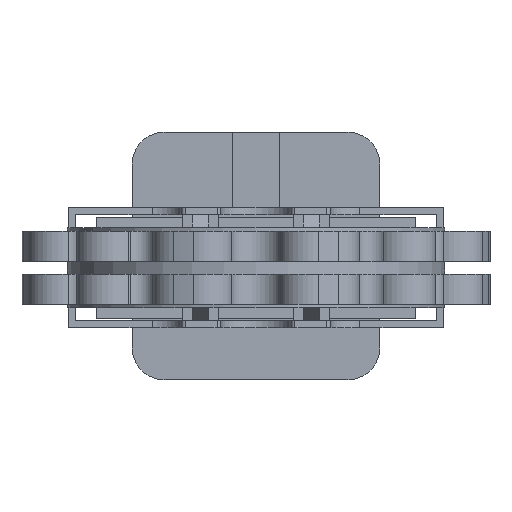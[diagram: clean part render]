
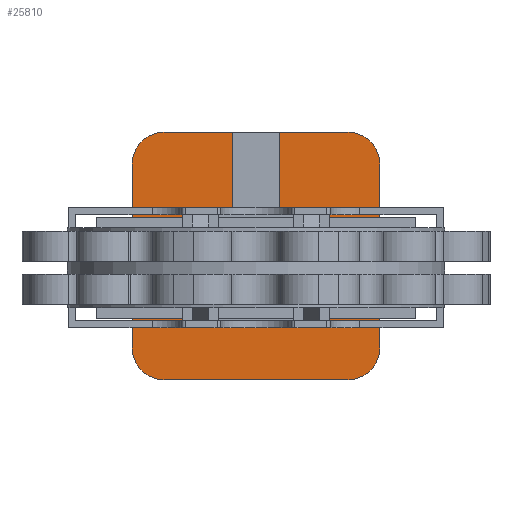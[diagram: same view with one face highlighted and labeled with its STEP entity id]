
A CAD part, front view. The second image highlights one B-rep face of the part: STEP entity #25810.
In plain terms, the highlighted planar face has unit normal (0, -1, 0).
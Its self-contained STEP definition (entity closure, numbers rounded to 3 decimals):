
#1968 = LINE ( 'NONE', #2527, #2287 ) ;
#2287 = VECTOR ( 'NONE', #2512, 1000. ) ;
#2512 = DIRECTION ( 'NONE',  ( 0., 0., -1. ) ) ;
#2527 = CARTESIAN_POINT ( 'NONE',  ( 20., 671., 163.314 ) ) ;
#2666 = DIRECTION ( 'NONE',  ( 0., 0., 1. ) ) ;
#2667 = CARTESIAN_POINT ( 'NONE',  ( -20., 671., 163.314 ) ) ;
#2780 = DIRECTION ( 'NONE',  ( 0., 0., -1. ) ) ;
#2781 = DIRECTION ( 'NONE',  ( 0., 1., 0. ) ) ;
#2782 = CARTESIAN_POINT ( 'NONE',  ( -78., 671., 82.5 ) ) ;
#2847 = DIRECTION ( 'NONE',  ( -1., 0., 0. ) ) ;
#2848 = CARTESIAN_POINT ( 'NONE',  ( -78., 671., 109.5 ) ) ;
#2895 = DIRECTION ( 'NONE',  ( 0., 0., -1. ) ) ;
#2896 = CARTESIAN_POINT ( 'NONE',  ( -105., 671., -73.5 ) ) ;
#4230 = LINE ( 'NONE', #19172, #4234 ) ;
#4234 = VECTOR ( 'NONE', #19047, 1000. ) ;
#4269 = CIRCLE ( 'NONE', #40369, 27. ) ;
#4542 = LINE ( 'NONE', #2667, #4798 ) ;
#4560 = VECTOR ( 'NONE', #19112, 1000. ) ;
#4596 = LINE ( 'NONE', #19148, #4560 ) ;
#4607 = LINE ( 'NONE', #2896, #4870 ) ;
#4765 = VECTOR ( 'NONE', #19065, 1000. ) ;
#4775 = LINE ( 'NONE', #19066, #4765 ) ;
#4798 = VECTOR ( 'NONE', #2666, 1000. ) ;
#4821 = CIRCLE ( 'NONE', #40317, 27. ) ;
#4870 = VECTOR ( 'NONE', #2895, 1000. ) ;
#5329 = LINE ( 'NONE', #2848, #5362 ) ;
#5362 = VECTOR ( 'NONE', #2847, 1000. ) ;
#5561 = EDGE_LOOP ( 'NONE', ( #34673, #34023, #34033, #33976, #34809, #34016, #34605, #34147, #34004, #34890, #34259, #34101, #34063, #34941, #34286, #34547 ) ) ;
#6118 = CARTESIAN_POINT ( 'NONE',  ( 20., 671., 109.5 ) ) ;
#6132 = CARTESIAN_POINT ( 'NONE',  ( -20., 671., 39.5 ) ) ;
#6138 = CARTESIAN_POINT ( 'NONE',  ( 78., 671., 109.5 ) ) ;
#6171 = CARTESIAN_POINT ( 'NONE',  ( -55., 671., 39.5 ) ) ;
#6178 = CARTESIAN_POINT ( 'NONE',  ( 78., 671., -100.5 ) ) ;
#6204 = CARTESIAN_POINT ( 'NONE',  ( 55., 671., -50.5 ) ) ;
#6211 = CARTESIAN_POINT ( 'NONE',  ( -78., 671., 109.5 ) ) ;
#6236 = CARTESIAN_POINT ( 'NONE',  ( 55., 671., 39.5 ) ) ;
#6272 = CARTESIAN_POINT ( 'NONE',  ( -20., 671., 109.5 ) ) ;
#6282 = CARTESIAN_POINT ( 'NONE',  ( -55., 671., -50.5 ) ) ;
#6295 = CARTESIAN_POINT ( 'NONE',  ( 20., 671., 39.5 ) ) ;
#6342 = CARTESIAN_POINT ( 'NONE',  ( -78., 671., -100.5 ) ) ;
#6923 = CARTESIAN_POINT ( 'NONE',  ( 105., 671., -73.5 ) ) ;
#7130 = CARTESIAN_POINT ( 'NONE',  ( 105., 671., 82.5 ) ) ;
#7626 = EDGE_CURVE ( 'NONE', #20018, #20099, #18527, .T. ) ;
#7897 = EDGE_CURVE ( 'NONE', #20188, #20274, #17049, .T. ) ;
#8197 = EDGE_CURVE ( 'NONE', #20281, #20301, #16539, .T. ) ;
#8297 = EDGE_CURVE ( 'NONE', #20178, #20381, #16108, .T. ) ;
#8595 = EDGE_CURVE ( 'NONE', #20281, #20589, #16264, .T. ) ;
#8655 = EDGE_CURVE ( 'NONE', #20274, #20018, #16927, .T. ) ;
#8673 = EDGE_CURVE ( 'NONE', #20059, #20007, #17075, .T. ) ;
#10078 = AXIS2_PLACEMENT_3D ( 'NONE', #20975, #20965, #20964 ) ;
#10246 = AXIS2_PLACEMENT_3D ( 'NONE', #10645, #10644, #10643 ) ;
#10486 = DIRECTION ( 'NONE',  ( -1., 0., 0. ) ) ;
#10487 = CARTESIAN_POINT ( 'NONE',  ( 78., 671., 39.5 ) ) ;
#10539 = DIRECTION ( 'NONE',  ( 0., 0., -1. ) ) ;
#10541 = CARTESIAN_POINT ( 'NONE',  ( -55., 671., -73.5 ) ) ;
#10643 = DIRECTION ( 'NONE',  ( 0., 0., -1. ) ) ;
#10644 = DIRECTION ( 'NONE',  ( 0., 1., 0. ) ) ;
#10645 = CARTESIAN_POINT ( 'NONE',  ( -78., 671., -73.5 ) ) ;
#11081 = DIRECTION ( 'NONE',  ( 0., 0., -1. ) ) ;
#11082 = DIRECTION ( 'NONE',  ( 0., 1., 0. ) ) ;
#11083 = CARTESIAN_POINT ( 'NONE',  ( 78., 671., 82.5 ) ) ;
#16108 = CIRCLE ( 'NONE', #28605, 27. ) ;
#16264 = CIRCLE ( 'NONE', #10246, 27. ) ;
#16417 = VECTOR ( 'NONE', #31797, 1000. ) ;
#16539 = LINE ( 'NONE', #20152, #16664 ) ;
#16664 = VECTOR ( 'NONE', #20141, 1000. ) ;
#16927 = LINE ( 'NONE', #10541, #16952 ) ;
#16952 = VECTOR ( 'NONE', #10539, 1000. ) ;
#16965 = VECTOR ( 'NONE', #10486, 1000. ) ;
#17049 = LINE ( 'NONE', #31805, #16417 ) ;
#17075 = LINE ( 'NONE', #10487, #16965 ) ;
#18439 = VECTOR ( 'NONE', #39965, 1000. ) ;
#18527 = LINE ( 'NONE', #40000, #18439 ) ;
#19047 = DIRECTION ( 'NONE',  ( -1., 0., 0. ) ) ;
#19065 = DIRECTION ( 'NONE',  ( 0., 0., 1. ) ) ;
#19066 = CARTESIAN_POINT ( 'NONE',  ( 105., 671., 82.5 ) ) ;
#19077 = DIRECTION ( 'NONE',  ( 0., 0., -1. ) ) ;
#19078 = DIRECTION ( 'NONE',  ( 0., 1., 0. ) ) ;
#19079 = CARTESIAN_POINT ( 'NONE',  ( 78., 671., -73.5 ) ) ;
#19112 = DIRECTION ( 'NONE',  ( 0., 0., 1. ) ) ;
#19148 = CARTESIAN_POINT ( 'NONE',  ( 55., 671., -73.5 ) ) ;
#19172 = CARTESIAN_POINT ( 'NONE',  ( -78., 671., 109.5 ) ) ;
#20007 = VERTEX_POINT ( 'NONE', #6295 ) ;
#20018 = VERTEX_POINT ( 'NONE', #6282 ) ;
#20028 = VERTEX_POINT ( 'NONE', #6272 ) ;
#20059 = VERTEX_POINT ( 'NONE', #6236 ) ;
#20090 = VERTEX_POINT ( 'NONE', #6211 ) ;
#20099 = VERTEX_POINT ( 'NONE', #6204 ) ;
#20141 = DIRECTION ( 'NONE',  ( 1., 0., 0. ) ) ;
#20152 = CARTESIAN_POINT ( 'NONE',  ( 78., 671., -100.5 ) ) ;
#20178 = VERTEX_POINT ( 'NONE', #6138 ) ;
#20188 = VERTEX_POINT ( 'NONE', #6132 ) ;
#20211 = VERTEX_POINT ( 'NONE', #6118 ) ;
#20274 = VERTEX_POINT ( 'NONE', #6171 ) ;
#20281 = VERTEX_POINT ( 'NONE', #6342 ) ;
#20301 = VERTEX_POINT ( 'NONE', #6178 ) ;
#20381 = VERTEX_POINT ( 'NONE', #7130 ) ;
#20557 = VERTEX_POINT ( 'NONE', #6923 ) ;
#20587 = VERTEX_POINT ( 'NONE', #21368 ) ;
#20589 = VERTEX_POINT ( 'NONE', #21365 ) ;
#20964 = DIRECTION ( 'NONE',  ( 0., 0., 1. ) ) ;
#20965 = DIRECTION ( 'NONE',  ( 0., 1., 0. ) ) ;
#20967 = PLANE ( 'NONE',  #10078 ) ;
#20975 = CARTESIAN_POINT ( 'NONE',  ( 78., 671., -73.5 ) ) ;
#21365 = CARTESIAN_POINT ( 'NONE',  ( -105., 671., -73.5 ) ) ;
#21368 = CARTESIAN_POINT ( 'NONE',  ( -105., 671., 82.5 ) ) ;
#25810 = ADVANCED_FACE ( 'NONE', ( #25877 ), #20967, .F. ) ;
#25877 = FACE_OUTER_BOUND ( 'NONE', #5561, .T. ) ;
#28282 = EDGE_CURVE ( 'NONE', #20099, #20059, #4596, .T. ) ;
#28314 = EDGE_CURVE ( 'NONE', #20557, #20301, #4821, .T. ) ;
#28320 = EDGE_CURVE ( 'NONE', #20557, #20381, #4775, .T. ) ;
#28396 = EDGE_CURVE ( 'NONE', #20178, #20211, #4230, .T. ) ;
#28541 = EDGE_CURVE ( 'NONE', #20587, #20589, #4607, .T. ) ;
#28560 = EDGE_CURVE ( 'NONE', #20028, #20090, #5329, .T. ) ;
#28585 = EDGE_CURVE ( 'NONE', #20587, #20090, #4269, .T. ) ;
#28605 = AXIS2_PLACEMENT_3D ( 'NONE', #11083, #11082, #11081 ) ;
#28670 = EDGE_CURVE ( 'NONE', #20188, #20028, #4542, .T. ) ;
#28773 = EDGE_CURVE ( 'NONE', #20211, #20007, #1968, .T. ) ;
#31797 = DIRECTION ( 'NONE',  ( -1., 0., 0. ) ) ;
#31805 = CARTESIAN_POINT ( 'NONE',  ( 78., 671., 39.5 ) ) ;
#33976 = ORIENTED_EDGE ( 'NONE', *, *, #8197, .T. ) ;
#34004 = ORIENTED_EDGE ( 'NONE', *, *, #28773, .T. ) ;
#34016 = ORIENTED_EDGE ( 'NONE', *, *, #28320, .T. ) ;
#34023 = ORIENTED_EDGE ( 'NONE', *, *, #28541, .T. ) ;
#34033 = ORIENTED_EDGE ( 'NONE', *, *, #8595, .F. ) ;
#34063 = ORIENTED_EDGE ( 'NONE', *, *, #8655, .F. ) ;
#34101 = ORIENTED_EDGE ( 'NONE', *, *, #7626, .F. ) ;
#34147 = ORIENTED_EDGE ( 'NONE', *, *, #28396, .T. ) ;
#34259 = ORIENTED_EDGE ( 'NONE', *, *, #28282, .F. ) ;
#34286 = ORIENTED_EDGE ( 'NONE', *, *, #28670, .T. ) ;
#34547 = ORIENTED_EDGE ( 'NONE', *, *, #28560, .T. ) ;
#34605 = ORIENTED_EDGE ( 'NONE', *, *, #8297, .F. ) ;
#34673 = ORIENTED_EDGE ( 'NONE', *, *, #28585, .F. ) ;
#34809 = ORIENTED_EDGE ( 'NONE', *, *, #28314, .F. ) ;
#34890 = ORIENTED_EDGE ( 'NONE', *, *, #8673, .F. ) ;
#34941 = ORIENTED_EDGE ( 'NONE', *, *, #7897, .F. ) ;
#39965 = DIRECTION ( 'NONE',  ( 1., 0., 0. ) ) ;
#40000 = CARTESIAN_POINT ( 'NONE',  ( 78., 671., -50.5 ) ) ;
#40317 = AXIS2_PLACEMENT_3D ( 'NONE', #19079, #19078, #19077 ) ;
#40369 = AXIS2_PLACEMENT_3D ( 'NONE', #2782, #2781, #2780 ) ;
